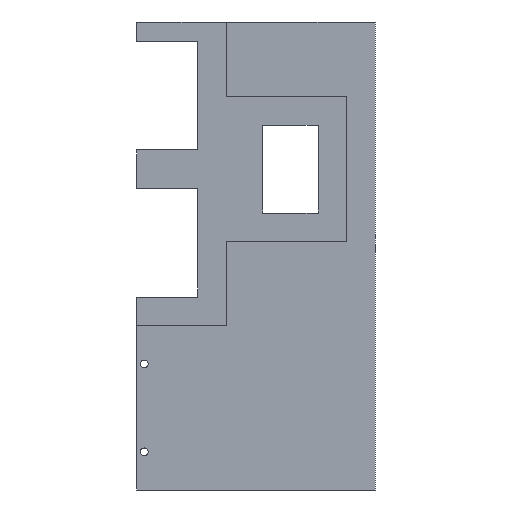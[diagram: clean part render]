
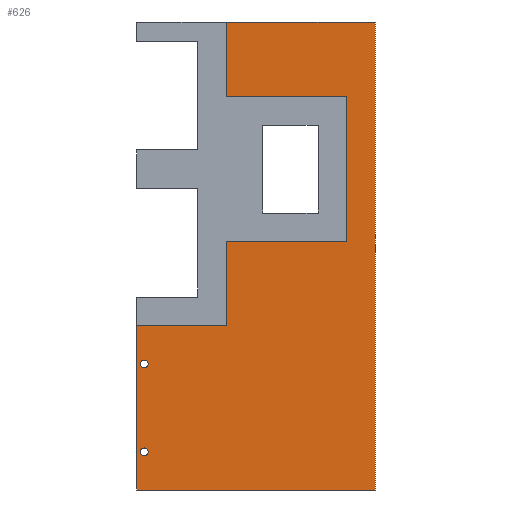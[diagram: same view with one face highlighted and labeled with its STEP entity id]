
A CAD part, front view. The second image highlights one B-rep face of the part: STEP entity #626.
In plain terms, the highlighted planar face has unit normal (0, -1, 0).
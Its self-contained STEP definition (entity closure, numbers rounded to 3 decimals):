
#19=FACE_BOUND('',#116,.T.);
#20=FACE_BOUND('',#117,.T.);
#49=PLANE('',#684);
#80=FACE_OUTER_BOUND('',#115,.T.);
#115=EDGE_LOOP('',(#582,#583,#584,#585,#586,#587,#588,#589,#590,#591));
#116=EDGE_LOOP('',(#592));
#117=EDGE_LOOP('',(#593));
#147=LINE('',#907,#228);
#170=LINE('',#954,#251);
#173=LINE('',#959,#254);
#175=LINE('',#963,#256);
#177=LINE('',#967,#258);
#179=LINE('',#971,#260);
#181=LINE('',#974,#262);
#193=LINE('',#998,#274);
#194=LINE('',#1001,#275);
#196=LINE('',#1004,#277);
#228=VECTOR('',#738,10.);
#251=VECTOR('',#767,10.);
#254=VECTOR('',#772,10.);
#256=VECTOR('',#776,10.);
#258=VECTOR('',#780,10.);
#260=VECTOR('',#784,10.);
#262=VECTOR('',#788,10.);
#274=VECTOR('',#822,10.);
#275=VECTOR('',#825,10.);
#277=VECTOR('',#829,10.);
#281=CIRCLE('',#652,2.);
#283=CIRCLE('',#655,2.);
#285=VERTEX_POINT('',#842);
#287=VERTEX_POINT('',#848);
#310=VERTEX_POINT('',#904);
#311=VERTEX_POINT('',#906);
#331=VERTEX_POINT('',#952);
#332=VERTEX_POINT('',#953);
#333=VERTEX_POINT('',#958);
#334=VERTEX_POINT('',#962);
#335=VERTEX_POINT('',#966);
#336=VERTEX_POINT('',#970);
#337=VERTEX_POINT('',#996);
#338=VERTEX_POINT('',#1000);
#341=EDGE_CURVE('',#285,#285,#281,.T.);
#344=EDGE_CURVE('',#287,#287,#283,.T.);
#372=EDGE_CURVE('',#310,#311,#147,.T.);
#395=EDGE_CURVE('',#331,#332,#170,.T.);
#398=EDGE_CURVE('',#333,#311,#173,.T.);
#400=EDGE_CURVE('',#334,#333,#175,.T.);
#402=EDGE_CURVE('',#335,#334,#177,.T.);
#404=EDGE_CURVE('',#336,#335,#179,.T.);
#406=EDGE_CURVE('',#332,#336,#181,.T.);
#418=EDGE_CURVE('',#337,#310,#193,.T.);
#419=EDGE_CURVE('',#338,#337,#194,.T.);
#421=EDGE_CURVE('',#331,#338,#196,.T.);
#582=ORIENTED_EDGE('',*,*,#398,.T.);
#583=ORIENTED_EDGE('',*,*,#372,.F.);
#584=ORIENTED_EDGE('',*,*,#418,.F.);
#585=ORIENTED_EDGE('',*,*,#419,.F.);
#586=ORIENTED_EDGE('',*,*,#421,.F.);
#587=ORIENTED_EDGE('',*,*,#395,.T.);
#588=ORIENTED_EDGE('',*,*,#406,.T.);
#589=ORIENTED_EDGE('',*,*,#404,.T.);
#590=ORIENTED_EDGE('',*,*,#402,.T.);
#591=ORIENTED_EDGE('',*,*,#400,.T.);
#592=ORIENTED_EDGE('',*,*,#341,.T.);
#593=ORIENTED_EDGE('',*,*,#344,.T.);
#626=ADVANCED_FACE('',(#80,#19,#20),#49,.F.);
#652=AXIS2_PLACEMENT_3D('',#844,#692,#693);
#655=AXIS2_PLACEMENT_3D('',#850,#699,#700);
#684=AXIS2_PLACEMENT_3D('',#1009,#836,#837);
#692=DIRECTION('center_axis',(0.,1.,0.));
#693=DIRECTION('ref_axis',(1.,0.,0.));
#699=DIRECTION('center_axis',(0.,1.,0.));
#700=DIRECTION('ref_axis',(1.,0.,0.));
#738=DIRECTION('',(0.,0.,1.));
#767=DIRECTION('',(0.,0.,-1.));
#772=DIRECTION('',(-1.,0.,0.));
#776=DIRECTION('',(0.,0.,-1.));
#780=DIRECTION('',(-1.,0.,0.));
#784=DIRECTION('',(0.,0.,-1.));
#788=DIRECTION('',(1.,0.,0.));
#822=DIRECTION('',(-1.,0.,0.));
#825=DIRECTION('',(0.,0.,-1.));
#829=DIRECTION('',(1.,0.,0.));
#836=DIRECTION('center_axis',(0.,1.,0.));
#837=DIRECTION('ref_axis',(0.,0.,1.));
#842=CARTESIAN_POINT('',(2.,0.,-225.));
#844=CARTESIAN_POINT('Origin',(4.,0.,-225.));
#848=CARTESIAN_POINT('',(2.,0.,-179.));
#850=CARTESIAN_POINT('Origin',(4.,0.,-179.));
#904=CARTESIAN_POINT('',(0.,0.,-245.));
#906=CARTESIAN_POINT('',(0.,0.,-159.));
#907=CARTESIAN_POINT('',(0.,0.,-245.));
#952=CARTESIAN_POINT('',(47.,0.,0.));
#953=CARTESIAN_POINT('',(47.,0.,-39.));
#954=CARTESIAN_POINT('',(47.,0.,-61.25));
#958=CARTESIAN_POINT('',(47.,0.,-159.));
#959=CARTESIAN_POINT('',(54.75,0.,-159.));
#962=CARTESIAN_POINT('',(47.,0.,-115.));
#963=CARTESIAN_POINT('',(47.,0.,-118.75));
#966=CARTESIAN_POINT('',(110.,0.,-115.));
#967=CARTESIAN_POINT('',(86.25,0.,-115.));
#970=CARTESIAN_POINT('',(110.,0.,-39.));
#971=CARTESIAN_POINT('',(110.,0.,-80.75));
#974=CARTESIAN_POINT('',(54.75,0.,-39.));
#996=CARTESIAN_POINT('',(125.,0.,-245.));
#998=CARTESIAN_POINT('',(125.,0.,-245.));
#1000=CARTESIAN_POINT('',(125.,0.,0.));
#1001=CARTESIAN_POINT('',(125.,0.,245.));
#1004=CARTESIAN_POINT('',(-3.506,0.,0.));
#1009=CARTESIAN_POINT('Origin',(62.5,0.,-122.5));
